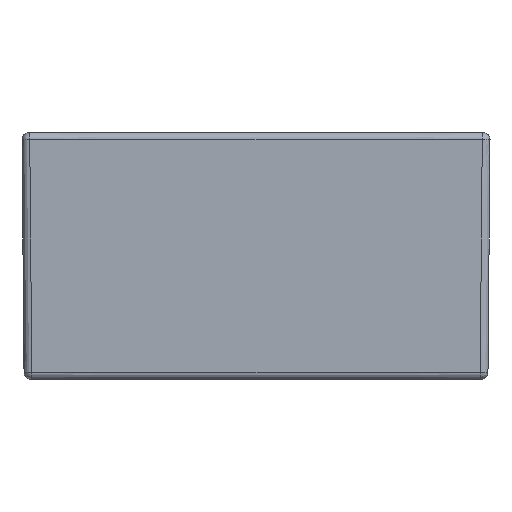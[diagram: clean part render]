
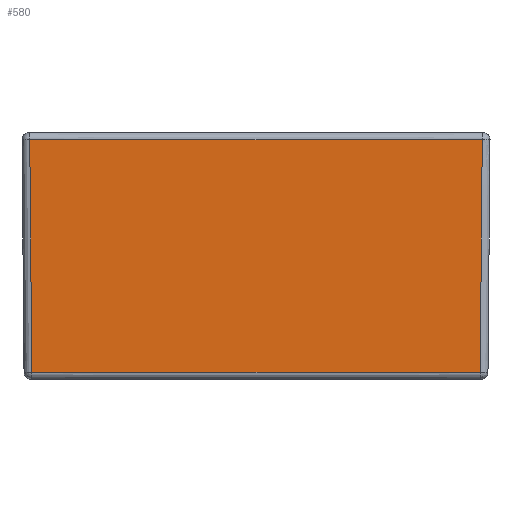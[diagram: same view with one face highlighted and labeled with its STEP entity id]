
A CAD part, left-side view. The second image highlights one B-rep face of the part: STEP entity #580.
In plain terms, the highlighted free-form (B-spline) face has degree [1, 3] with [2, 7] control points.
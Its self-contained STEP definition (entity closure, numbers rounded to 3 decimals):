
#542=B_SPLINE_SURFACE_WITH_KNOTS('',1,3,((#6323,#6324,#6325,#6326,#6327,
#6328,#6329),(#6330,#6331,#6332,#6333,#6334,#6335,#6336)),.UNSPECIFIED.,
 .F.,.F.,.F.,(2,2),(4,3,4),(0.,1.),(0.,0.022,1.),
 .UNSPECIFIED.);
#580=ADVANCED_FACE('',(#1087),#542,.T.);
#1087=FACE_OUTER_BOUND('',#1387,.T.);
#1387=EDGE_LOOP('',(#1761,#1762,#1763,#1764));
#1761=ORIENTED_EDGE('',*,*,#3508,.T.);
#1762=ORIENTED_EDGE('',*,*,#3452,.T.);
#1763=ORIENTED_EDGE('',*,*,#3509,.T.);
#1764=ORIENTED_EDGE('',*,*,#3510,.F.);
#3058=VERTEX_POINT('',#5505);
#3060=VERTEX_POINT('',#5523);
#3109=VERTEX_POINT('',#6304);
#3110=VERTEX_POINT('',#6309);
#3452=EDGE_CURVE('',#3058,#3060,#4132,.T.);
#3508=EDGE_CURVE('',#3109,#3058,#4176,.T.);
#3509=EDGE_CURVE('',#3060,#3110,#4177,.T.);
#3510=EDGE_CURVE('',#3109,#3110,#4178,.T.);
#4132=B_SPLINE_CURVE_WITH_KNOTS('',3,(#5524,#5525,#5526,#5527,#5528,#5529,
#5530,#5531,#5532,#5533,#5534,#5535,#5536),.UNSPECIFIED.,.F.,.F.,(4,3,3,
3,4),(0.,0.067,0.333,0.667,1.),
 .UNSPECIFIED.);
#4176=B_SPLINE_CURVE_WITH_KNOTS('',3,(#6300,#6301,#6302,#6303),
 .UNSPECIFIED.,.F.,.F.,(4,4),(0.,1.),.UNSPECIFIED.);
#4177=B_SPLINE_CURVE_WITH_KNOTS('',3,(#6305,#6306,#6307,#6308),
 .UNSPECIFIED.,.F.,.F.,(4,4),(0.,1.),.UNSPECIFIED.);
#4178=B_SPLINE_CURVE_WITH_KNOTS('',3,(#6310,#6311,#6312,#6313,#6314,#6315,
#6316,#6317,#6318,#6319,#6320,#6321,#6322),.UNSPECIFIED.,.F.,.F.,(4,3,3,
3,4),(0.,0.067,0.333,0.667,1.),
 .UNSPECIFIED.);
#5505=CARTESIAN_POINT('',(-455.341,-231.14,1.939));
#5523=CARTESIAN_POINT('',(-457.435,-233.234,241.939));
#5524=CARTESIAN_POINT('',(-455.341,-231.14,1.939));
#5525=CARTESIAN_POINT('',(-455.387,-231.186,7.272));
#5526=CARTESIAN_POINT('',(-455.434,-231.233,12.605));
#5527=CARTESIAN_POINT('',(-455.48,-231.279,17.938));
#5528=CARTESIAN_POINT('',(-455.666,-231.466,39.269));
#5529=CARTESIAN_POINT('',(-455.853,-231.652,60.601));
#5530=CARTESIAN_POINT('',(-456.039,-231.838,81.933));
#5531=CARTESIAN_POINT('',(-456.272,-232.071,108.601));
#5532=CARTESIAN_POINT('',(-456.504,-232.303,135.268));
#5533=CARTESIAN_POINT('',(-456.737,-232.536,161.936));
#5534=CARTESIAN_POINT('',(-456.97,-232.769,188.604));
#5535=CARTESIAN_POINT('',(-457.202,-233.002,215.271));
#5536=CARTESIAN_POINT('',(-457.435,-233.234,241.939));
#6300=CARTESIAN_POINT('',(-455.341,231.14,1.939));
#6301=CARTESIAN_POINT('',(-455.341,77.047,1.939));
#6302=CARTESIAN_POINT('',(-455.341,-77.047,1.939));
#6303=CARTESIAN_POINT('',(-455.341,-231.14,1.939));
#6304=CARTESIAN_POINT('',(-455.341,231.14,1.939));
#6305=CARTESIAN_POINT('',(-457.435,-233.234,241.939));
#6306=CARTESIAN_POINT('',(-457.435,-77.745,241.939));
#6307=CARTESIAN_POINT('',(-457.435,77.745,241.939));
#6308=CARTESIAN_POINT('',(-457.435,233.234,241.939));
#6309=CARTESIAN_POINT('',(-457.435,233.234,241.939));
#6310=CARTESIAN_POINT('',(-455.341,231.14,1.939));
#6311=CARTESIAN_POINT('',(-455.387,231.186,7.272));
#6312=CARTESIAN_POINT('',(-455.434,231.233,12.605));
#6313=CARTESIAN_POINT('',(-455.48,231.279,17.938));
#6314=CARTESIAN_POINT('',(-455.666,231.466,39.269));
#6315=CARTESIAN_POINT('',(-455.853,231.652,60.601));
#6316=CARTESIAN_POINT('',(-456.039,231.838,81.933));
#6317=CARTESIAN_POINT('',(-456.272,232.071,108.601));
#6318=CARTESIAN_POINT('',(-456.504,232.303,135.268));
#6319=CARTESIAN_POINT('',(-456.737,232.536,161.936));
#6320=CARTESIAN_POINT('',(-456.97,232.769,188.604));
#6321=CARTESIAN_POINT('',(-457.202,233.002,215.271));
#6322=CARTESIAN_POINT('',(-457.435,233.234,241.939));
#6323=CARTESIAN_POINT('',(-454.837,-244.143,-55.8));
#6324=CARTESIAN_POINT('',(-454.837,-240.594,-55.8));
#6325=CARTESIAN_POINT('',(-454.837,-237.046,-55.8));
#6326=CARTESIAN_POINT('',(-454.837,-233.497,-55.8));
#6327=CARTESIAN_POINT('',(-454.837,-76.25,-55.8));
#6328=CARTESIAN_POINT('',(-454.837,80.997,-55.8));
#6329=CARTESIAN_POINT('',(-454.837,238.245,-55.8));
#6330=CARTESIAN_POINT('',(-457.497,-244.143,249.));
#6331=CARTESIAN_POINT('',(-457.497,-240.594,249.));
#6332=CARTESIAN_POINT('',(-457.497,-237.046,249.));
#6333=CARTESIAN_POINT('',(-457.497,-233.497,249.));
#6334=CARTESIAN_POINT('',(-457.497,-76.25,249.));
#6335=CARTESIAN_POINT('',(-457.497,80.997,249.));
#6336=CARTESIAN_POINT('',(-457.497,238.245,249.));
